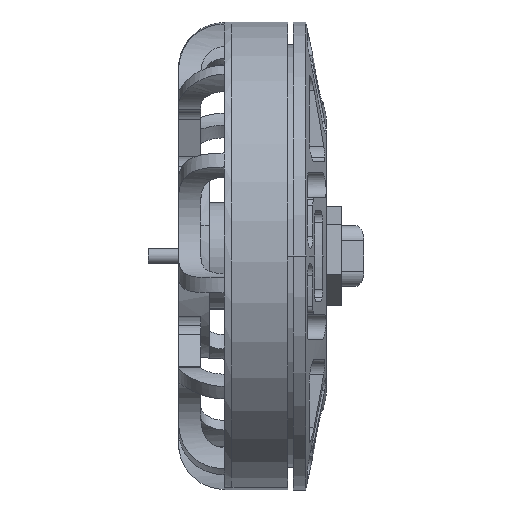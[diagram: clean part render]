
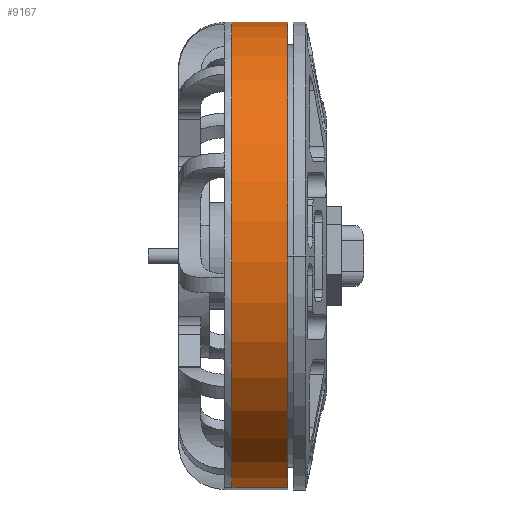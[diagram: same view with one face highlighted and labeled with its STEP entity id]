
A CAD part, left-side view. The second image highlights one B-rep face of the part: STEP entity #9167.
In plain terms, the highlighted cylindrical face has radius 46 mm (diameter 92 mm), a partial arc.
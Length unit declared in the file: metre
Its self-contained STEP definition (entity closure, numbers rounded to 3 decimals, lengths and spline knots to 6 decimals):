
#918 = DIRECTION ( 'NONE',  ( 0., 1., 0. ) ) ;
#1244 = LINE ( 'NONE', #1558, #22112 ) ;
#1558 = CARTESIAN_POINT ( 'NONE',  ( -0.00682, 0.013, -0.045492 ) ) ;
#1626 = VERTEX_POINT ( 'NONE', #19092 ) ;
#2286 = CYLINDRICAL_SURFACE ( 'NONE', #28415, 0.046 ) ;
#2443 = DIRECTION ( 'NONE',  ( 0., 1., 0. ) ) ;
#5182 = CIRCLE ( 'NONE', #13496, 0.046 ) ;
#6447 = ORIENTED_EDGE ( 'NONE', *, *, #10256, .T. ) ;
#7020 = VERTEX_POINT ( 'NONE', #9424 ) ;
#7486 = EDGE_CURVE ( 'NONE', #10443, #1626, #1244, .T. ) ;
#8162 = AXIS2_PLACEMENT_3D ( 'NONE', #15062, #24958, #10338 ) ;
#8832 = EDGE_CURVE ( 'NONE', #1626, #7020, #14383, .T. ) ;
#9167 = ADVANCED_FACE ( 'NONE', ( #29243 ), #2286, .T. ) ;
#9389 = EDGE_LOOP ( 'NONE', ( #19268, #6447, #24207, #27697 ) ) ;
#9398 = DIRECTION ( 'NONE',  ( -0.148, 0., -0.989 ) ) ;
#9424 = CARTESIAN_POINT ( 'NONE',  ( 0.00682, 0.0185, 0.045492 ) ) ;
#10256 = EDGE_CURVE ( 'NONE', #21621, #7020, #30433, .T. ) ;
#10297 = VECTOR ( 'NONE', #22949, 1. ) ;
#10338 = DIRECTION ( 'NONE',  ( -0.148, 0., -0.989 ) ) ;
#10443 = VERTEX_POINT ( 'NONE', #27295 ) ;
#13496 = AXIS2_PLACEMENT_3D ( 'NONE', #26054, #918, #26213 ) ;
#14311 = EDGE_CURVE ( 'NONE', #10443, #21621, #5182, .T. ) ;
#14383 = CIRCLE ( 'NONE', #8162, 0.046 ) ;
#15062 = CARTESIAN_POINT ( 'NONE',  ( 0., 0.0185, 0. ) ) ;
#19092 = CARTESIAN_POINT ( 'NONE',  ( -0.00682, 0.0185, -0.045492 ) ) ;
#19268 = ORIENTED_EDGE ( 'NONE', *, *, #14311, .T. ) ;
#21621 = VERTEX_POINT ( 'NONE', #22196 ) ;
#22112 = VECTOR ( 'NONE', #28516, 1. ) ;
#22196 = CARTESIAN_POINT ( 'NONE',  ( 0.00682, 0.0075, 0.045492 ) ) ;
#22949 = DIRECTION ( 'NONE',  ( 0., 1., 0. ) ) ;
#24207 = ORIENTED_EDGE ( 'NONE', *, *, #8832, .F. ) ;
#24958 = DIRECTION ( 'NONE',  ( 0., 1., 0. ) ) ;
#25540 = CARTESIAN_POINT ( 'NONE',  ( 0.00682, 0.013, 0.045492 ) ) ;
#26054 = CARTESIAN_POINT ( 'NONE',  ( 0., 0.0075, 0. ) ) ;
#26213 = DIRECTION ( 'NONE',  ( -0.148, 0., -0.989 ) ) ;
#26803 = CARTESIAN_POINT ( 'NONE',  ( 0., 0.013, 0. ) ) ;
#27295 = CARTESIAN_POINT ( 'NONE',  ( -0.00682, 0.0075, -0.045492 ) ) ;
#27697 = ORIENTED_EDGE ( 'NONE', *, *, #7486, .F. ) ;
#28415 = AXIS2_PLACEMENT_3D ( 'NONE', #26803, #2443, #9398 ) ;
#28516 = DIRECTION ( 'NONE',  ( 0., 1., 0. ) ) ;
#29243 = FACE_OUTER_BOUND ( 'NONE', #9389, .T. ) ;
#30433 = LINE ( 'NONE', #25540, #10297 ) ;
